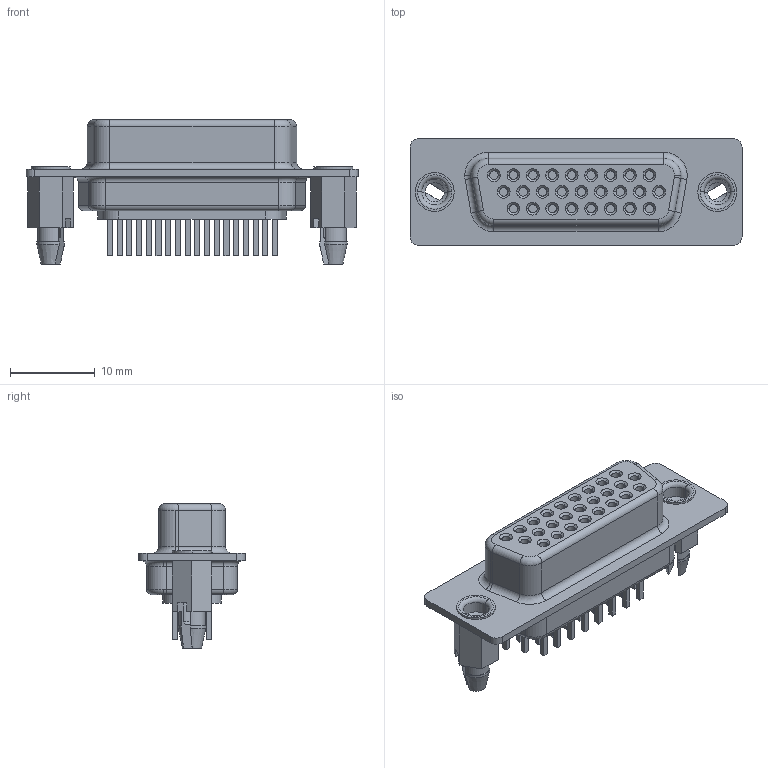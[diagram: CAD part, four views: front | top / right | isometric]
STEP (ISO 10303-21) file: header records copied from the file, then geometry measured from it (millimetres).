
FILE_DESCRIPTION (( 'STEP AP214' ), '1' );
FILE_NAME ('K86X-AD-26S-BR_rA2.STEP', '2012-08-17T23:39:05', ( 'Daniel' ), ( 'Microsoft' ), 'SwSTEP 2.0', 'SolidWorks 2012', '' );
FILE_SCHEMA (( 'AUTOMOTIVE_DESIGN' ));
Length unit declared in the file: millimetre
Products named in the file (1): K86X-AD-26S-BR_rA2
Bounding box: 39.14 x 12.55 x 17 mm (x, y, z)
Volume: 2893.5 mm3; surface area: 2660.5 mm2
Topology: 1 solids, 1 shells, 412 faces, 960 edges, 607 vertices
Faces by surface type: plane 211, cylinder 111, cone 66, torus 24
Entity records: 13320 total; most frequent: DIRECTION 2093, CARTESIAN_POINT 2062, ORIENTED_EDGE 1920, EDGE_CURVE 960, AXIS2_PLACEMENT_3D 734, VECTOR 625, LINE 625, VERTEX_POINT 607
